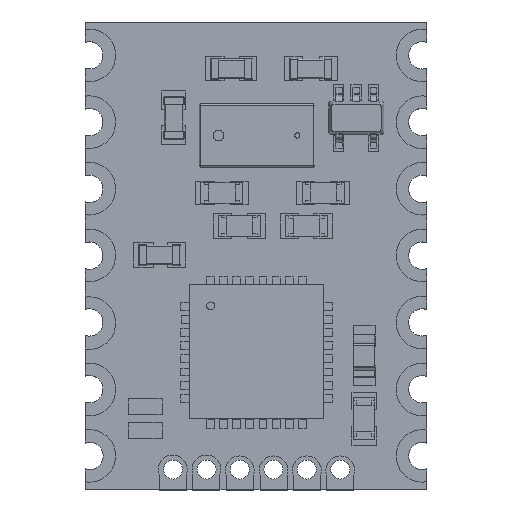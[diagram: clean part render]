
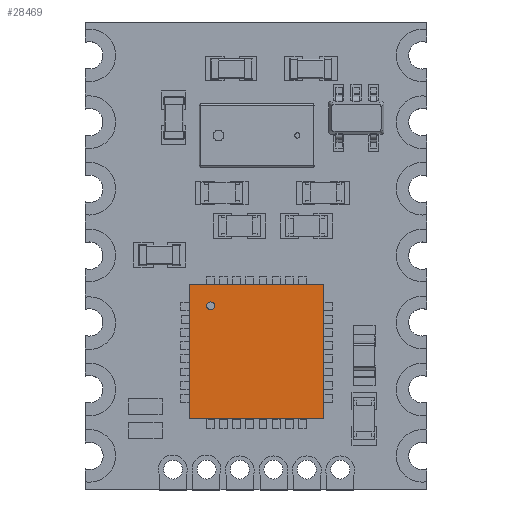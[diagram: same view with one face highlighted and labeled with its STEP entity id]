
A CAD part, top view. The second image highlights one B-rep face of the part: STEP entity #28469.
In plain terms, the highlighted planar face has unit normal (0, 0, 1).
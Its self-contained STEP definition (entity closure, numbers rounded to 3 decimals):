
#23656 = VERTEX_POINT('',#23657);
#23657 = CARTESIAN_POINT('',(-2.525,-1.102,
    2.611));
#23663 = EDGE_CURVE('',#23664,#23656,#23666,.T.);
#23664 = VERTEX_POINT('',#23665);
#23665 = CARTESIAN_POINT('',(2.575,-1.102,
    2.611));
#23666 = LINE('',#23667,#23668);
#23667 = CARTESIAN_POINT('',(0.025,-1.102,
    2.611));
#23668 = VECTOR('',#23669,1.);
#23669 = DIRECTION('',(-1.,0.,0.));
#24537 = VERTEX_POINT('',#24538);
#24538 = CARTESIAN_POINT('',(2.575,-6.202,
    2.611));
#24544 = EDGE_CURVE('',#24545,#24537,#24547,.T.);
#24545 = VERTEX_POINT('',#24546);
#24546 = CARTESIAN_POINT('',(-2.525,-6.202,
    2.611));
#24547 = LINE('',#24548,#24549);
#24548 = CARTESIAN_POINT('',(0.025,-6.202,
    2.611));
#24549 = VECTOR('',#24550,1.);
#24550 = DIRECTION('',(1.,0.,0.));
#25110 = EDGE_CURVE('',#23656,#24545,#25111,.T.);
#25111 = LINE('',#25112,#25113);
#25112 = CARTESIAN_POINT('',(-2.525,-3.652,
    2.611));
#25113 = VECTOR('',#25114,1.);
#25114 = DIRECTION('',(0.,-1.,0.));
#25865 = EDGE_CURVE('',#24537,#23664,#25866,.T.);
#25866 = LINE('',#25867,#25868);
#25867 = CARTESIAN_POINT('',(2.575,-3.652,
    2.611));
#25868 = VECTOR('',#25869,1.);
#25869 = DIRECTION('',(0.,1.,0.));
#28469 = ADVANCED_FACE('',(#28470,#28490),#28496,.T.);
#28470 = FACE_BOUND('',#28471,.T.);
#28471 = EDGE_LOOP('',(#28472,#28483));
#28472 = ORIENTED_EDGE('',*,*,#28473,.T.);
#28473 = EDGE_CURVE('',#28474,#28476,#28478,.T.);
#28474 = VERTEX_POINT('',#28475);
#28475 = CARTESIAN_POINT('',(-1.575,-1.902,
    2.611));
#28476 = VERTEX_POINT('',#28477);
#28477 = CARTESIAN_POINT('',(-1.875,-1.902,
    2.611));
#28478 = CIRCLE('',#28479,0.15);
#28479 = AXIS2_PLACEMENT_3D('',#28480,#28481,#28482);
#28480 = CARTESIAN_POINT('',(-1.725,-1.902,
    2.611));
#28481 = DIRECTION('',(0.,0.,-1.));
#28482 = DIRECTION('',(1.,0.,0.));
#28483 = ORIENTED_EDGE('',*,*,#28484,.T.);
#28484 = EDGE_CURVE('',#28476,#28474,#28485,.T.);
#28485 = CIRCLE('',#28486,0.15);
#28486 = AXIS2_PLACEMENT_3D('',#28487,#28488,#28489);
#28487 = CARTESIAN_POINT('',(-1.725,-1.902,
    2.611));
#28488 = DIRECTION('',(0.,0.,-1.));
#28489 = DIRECTION('',(1.,0.,0.));
#28490 = FACE_BOUND('',#28491,.T.);
#28491 = EDGE_LOOP('',(#28492,#28493,#28494,#28495));
#28492 = ORIENTED_EDGE('',*,*,#25110,.T.);
#28493 = ORIENTED_EDGE('',*,*,#24544,.T.);
#28494 = ORIENTED_EDGE('',*,*,#25865,.T.);
#28495 = ORIENTED_EDGE('',*,*,#23663,.T.);
#28496 = PLANE('',#28497);
#28497 = AXIS2_PLACEMENT_3D('',#28498,#28499,#28500);
#28498 = CARTESIAN_POINT('',(0.025,-3.652,
    2.611));
#28499 = DIRECTION('',(0.,0.,1.));
#28500 = DIRECTION('',(1.,0.,0.));
